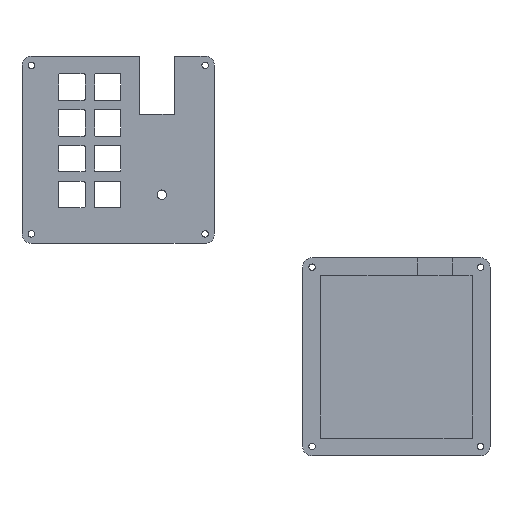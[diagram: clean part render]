
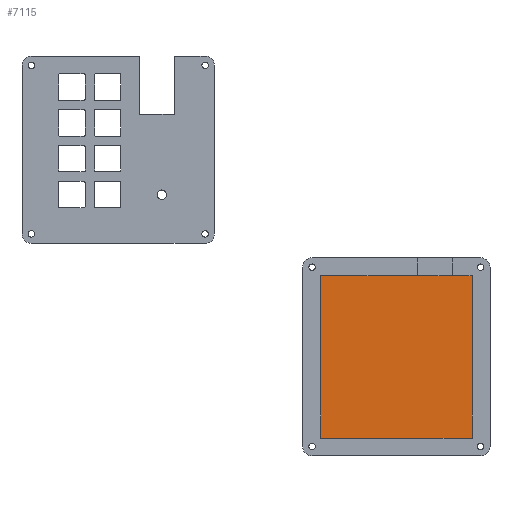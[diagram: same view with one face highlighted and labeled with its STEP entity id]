
A CAD part, top view. The second image highlights one B-rep face of the part: STEP entity #7115.
In plain terms, the highlighted planar face has unit normal (0, 0, 1).
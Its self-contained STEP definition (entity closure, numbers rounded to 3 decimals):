
#1015=FACE_OUTER_BOUND('',#1419,.T.);
#1419=EDGE_LOOP('',(#6119,#6120,#6121,#6122));
#1993=LINE('',#13271,#2611);
#1995=LINE('',#13275,#2613);
#1996=LINE('',#13277,#2614);
#1997=LINE('',#13278,#2615);
#2611=VECTOR('',#8228,10.);
#2613=VECTOR('',#8232,10.);
#2614=VECTOR('',#8233,10.);
#2615=VECTOR('',#8234,10.);
#3321=VERTEX_POINT('',#13268);
#3322=VERTEX_POINT('',#13270);
#3323=VERTEX_POINT('',#13274);
#3324=VERTEX_POINT('',#13276);
#4291=EDGE_CURVE('',#3321,#3322,#1993,.T.);
#4293=EDGE_CURVE('',#3323,#3321,#1995,.T.);
#4294=EDGE_CURVE('',#3324,#3323,#1996,.T.);
#4295=EDGE_CURVE('',#3322,#3324,#1997,.T.);
#6119=ORIENTED_EDGE('',*,*,#4293,.F.);
#6120=ORIENTED_EDGE('',*,*,#4294,.F.);
#6121=ORIENTED_EDGE('',*,*,#4295,.F.);
#6122=ORIENTED_EDGE('',*,*,#4291,.F.);
#6785=PLANE('',#7344);
#7115=ADVANCED_FACE('',(#1015),#6785,.T.);
#7344=AXIS2_PLACEMENT_3D('',#13273,#8230,#8231);
#8228=DIRECTION('',(1.,0.,0.));
#8230=DIRECTION('center_axis',(0.,0.,1.));
#8231=DIRECTION('ref_axis',(1.,0.,0.));
#8232=DIRECTION('',(0.,1.,0.));
#8233=DIRECTION('',(-1.,0.,0.));
#8234=DIRECTION('',(0.,-1.,0.));
#13268=CARTESIAN_POINT('',(103.5,-33.5,3.));
#13270=CARTESIAN_POINT('',(184.,-33.5,3.));
#13271=CARTESIAN_POINT('',(123.625,-33.5,3.));
#13273=CARTESIAN_POINT('Origin',(143.75,-76.625,3.));
#13274=CARTESIAN_POINT('',(103.5,-119.75,3.));
#13275=CARTESIAN_POINT('',(103.5,-98.188,3.));
#13276=CARTESIAN_POINT('',(184.,-119.75,3.));
#13277=CARTESIAN_POINT('',(163.875,-119.75,3.));
#13278=CARTESIAN_POINT('',(184.,-55.063,3.));
